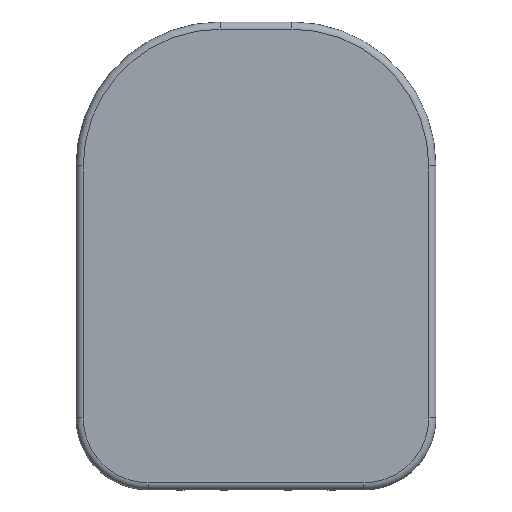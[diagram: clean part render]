
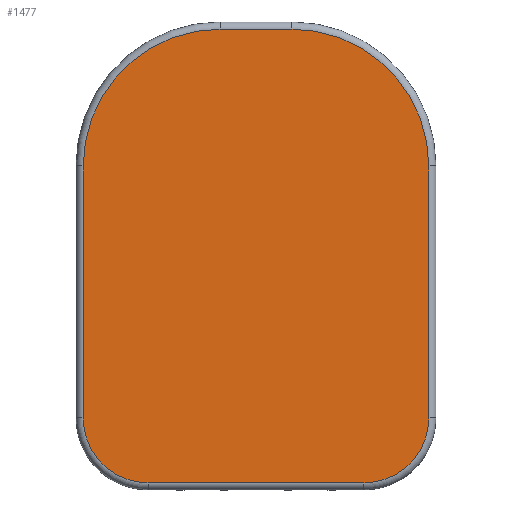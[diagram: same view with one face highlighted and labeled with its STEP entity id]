
A CAD part, top view. The second image highlights one B-rep face of the part: STEP entity #1477.
In plain terms, the highlighted planar face has unit normal (0, 0, 1).
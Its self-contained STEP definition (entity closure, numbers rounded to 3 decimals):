
#13 = EDGE_CURVE ( 'NONE', #58, #264, #928, .T. ) ;
#58 = VERTEX_POINT ( 'NONE', #109 ) ;
#79 = LINE ( 'NONE', #1713, #660 ) ;
#101 = AXIS2_PLACEMENT_3D ( 'NONE', #988, #813, #980 ) ;
#109 = CARTESIAN_POINT ( 'NONE',  ( -150., -315., 15. ) ) ;
#136 = VERTEX_POINT ( 'NONE', #1025 ) ;
#166 = ORIENTED_EDGE ( 'NONE', *, *, #779, .T. ) ;
#208 = DIRECTION ( 'NONE',  ( 0., 0., 1. ) ) ;
#219 = CARTESIAN_POINT ( 'NONE',  ( 240., -225., 15. ) ) ;
#221 = VECTOR ( 'NONE', #1204, 1000. ) ;
#264 = VERTEX_POINT ( 'NONE', #828 ) ;
#270 = CIRCLE ( 'NONE', #101, 190. ) ;
#297 = AXIS2_PLACEMENT_3D ( 'NONE', #1294, #1561, #1424 ) ;
#332 = CARTESIAN_POINT ( 'NONE',  ( -50., 125., 15. ) ) ;
#333 = PLANE ( 'NONE',  #624 ) ;
#363 = VECTOR ( 'NONE', #1174, 1000. ) ;
#374 = ORIENTED_EDGE ( 'NONE', *, *, #654, .T. ) ;
#401 = EDGE_CURVE ( 'NONE', #1698, #1532, #1186, .T. ) ;
#466 = CARTESIAN_POINT ( 'NONE',  ( -150., -225., 15. ) ) ;
#472 = EDGE_CURVE ( 'NONE', #1532, #818, #541, .T. ) ;
#478 = CARTESIAN_POINT ( 'NONE',  ( -50., 315., 15. ) ) ;
#522 = CARTESIAN_POINT ( 'NONE',  ( 240., 125., 15. ) ) ;
#539 = VECTOR ( 'NONE', #1627, 1000. ) ;
#541 = CIRCLE ( 'NONE', #1504, 190. ) ;
#591 = LINE ( 'NONE', #717, #363 ) ;
#624 = AXIS2_PLACEMENT_3D ( 'NONE', #1077, #208, #1082 ) ;
#654 = EDGE_CURVE ( 'NONE', #1600, #1209, #79, .T. ) ;
#660 = VECTOR ( 'NONE', #835, 1000. ) ;
#682 = EDGE_LOOP ( 'NONE', ( #815, #1501, #917, #1022, #166, #1535, #873, #374 ) ) ;
#717 = CARTESIAN_POINT ( 'NONE',  ( -240., -225., 15. ) ) ;
#730 = AXIS2_PLACEMENT_3D ( 'NONE', #466, #915, #908 ) ;
#754 = EDGE_CURVE ( 'NONE', #264, #1600, #1160, .T. ) ;
#779 = EDGE_CURVE ( 'NONE', #136, #58, #1305, .T. ) ;
#806 = DIRECTION ( 'NONE',  ( 1., 0., 0. ) ) ;
#813 = DIRECTION ( 'NONE',  ( 0., 0., 1. ) ) ;
#815 = ORIENTED_EDGE ( 'NONE', *, *, #1088, .T. ) ;
#818 = VERTEX_POINT ( 'NONE', #1616 ) ;
#828 = CARTESIAN_POINT ( 'NONE',  ( 150., -315., 15. ) ) ;
#835 = DIRECTION ( 'NONE',  ( 0., 1., 0. ) ) ;
#873 = ORIENTED_EDGE ( 'NONE', *, *, #754, .T. ) ;
#888 = CARTESIAN_POINT ( 'NONE',  ( -50., 315., 15. ) ) ;
#908 = DIRECTION ( 'NONE',  ( 1., 0., 0. ) ) ;
#915 = DIRECTION ( 'NONE',  ( 0., 0., 1. ) ) ;
#917 = ORIENTED_EDGE ( 'NONE', *, *, #472, .T. ) ;
#928 = LINE ( 'NONE', #1474, #539 ) ;
#931 = DIRECTION ( 'NONE',  ( 0., 0., 1. ) ) ;
#980 = DIRECTION ( 'NONE',  ( 1., 0., 0. ) ) ;
#988 = CARTESIAN_POINT ( 'NONE',  ( 50., 125., 15. ) ) ;
#1022 = ORIENTED_EDGE ( 'NONE', *, *, #1378, .T. ) ;
#1025 = CARTESIAN_POINT ( 'NONE',  ( -240., -225., 15. ) ) ;
#1055 = FACE_OUTER_BOUND ( 'NONE', #682, .T. ) ;
#1077 = CARTESIAN_POINT ( 'NONE',  ( 150., -225., 15. ) ) ;
#1082 = DIRECTION ( 'NONE',  ( 1., 0., 0. ) ) ;
#1088 = EDGE_CURVE ( 'NONE', #1209, #1698, #270, .T. ) ;
#1160 = CIRCLE ( 'NONE', #297, 90. ) ;
#1174 = DIRECTION ( 'NONE',  ( 0., -1., 0. ) ) ;
#1186 = LINE ( 'NONE', #888, #221 ) ;
#1204 = DIRECTION ( 'NONE',  ( -1., 0., 0. ) ) ;
#1209 = VERTEX_POINT ( 'NONE', #522 ) ;
#1294 = CARTESIAN_POINT ( 'NONE',  ( 150., -225., 15. ) ) ;
#1305 = CIRCLE ( 'NONE', #730, 90. ) ;
#1378 = EDGE_CURVE ( 'NONE', #818, #136, #591, .T. ) ;
#1424 = DIRECTION ( 'NONE',  ( 1., 0., 0. ) ) ;
#1474 = CARTESIAN_POINT ( 'NONE',  ( 150., -315., 15. ) ) ;
#1477 = ADVANCED_FACE ( 'NONE', ( #1055 ), #333, .T. ) ;
#1501 = ORIENTED_EDGE ( 'NONE', *, *, #401, .T. ) ;
#1504 = AXIS2_PLACEMENT_3D ( 'NONE', #332, #931, #806 ) ;
#1532 = VERTEX_POINT ( 'NONE', #478 ) ;
#1535 = ORIENTED_EDGE ( 'NONE', *, *, #13, .T. ) ;
#1561 = DIRECTION ( 'NONE',  ( 0., 0., 1. ) ) ;
#1600 = VERTEX_POINT ( 'NONE', #219 ) ;
#1616 = CARTESIAN_POINT ( 'NONE',  ( -240., 125., 15. ) ) ;
#1627 = DIRECTION ( 'NONE',  ( 1., 0., 0. ) ) ;
#1679 = CARTESIAN_POINT ( 'NONE',  ( 50., 315., 15. ) ) ;
#1698 = VERTEX_POINT ( 'NONE', #1679 ) ;
#1713 = CARTESIAN_POINT ( 'NONE',  ( 240., 125., 15. ) ) ;
